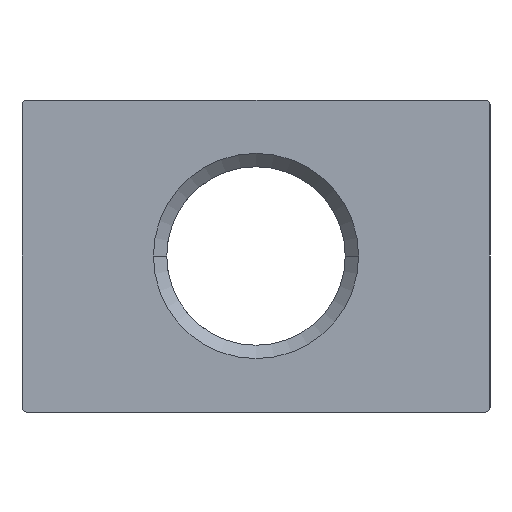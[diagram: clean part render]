
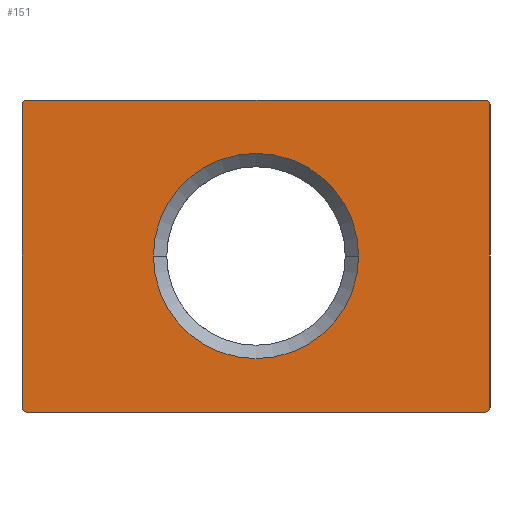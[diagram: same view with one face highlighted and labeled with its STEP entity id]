
A CAD part, left-side view. The second image highlights one B-rep face of the part: STEP entity #151.
In plain terms, the highlighted planar face has unit normal (-1, 0, 0).
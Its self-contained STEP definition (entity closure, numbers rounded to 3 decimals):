
#151=ADVANCED_FACE('',(#306,#307),#308,.T.);
#306=FACE_OUTER_BOUND('',#455,.T.);
#307=FACE_BOUND('',#456,.T.);
#308=PLANE('',#457);
#455=EDGE_LOOP('',(#850,#851,#852,#853,#854,#855,#856,#857));
#456=EDGE_LOOP('',(#858,#859));
#457=AXIS2_PLACEMENT_3D('',#860,#861,#862);
#850=ORIENTED_EDGE('',*,*,#998,.T.);
#851=ORIENTED_EDGE('',*,*,#952,.F.);
#852=ORIENTED_EDGE('',*,*,#966,.T.);
#853=ORIENTED_EDGE('',*,*,#1022,.T.);
#854=ORIENTED_EDGE('',*,*,#1033,.T.);
#855=ORIENTED_EDGE('',*,*,#1037,.T.);
#856=ORIENTED_EDGE('',*,*,#1040,.T.);
#857=ORIENTED_EDGE('',*,*,#1049,.F.);
#858=ORIENTED_EDGE('',*,*,#1004,.T.);
#859=ORIENTED_EDGE('',*,*,#1019,.T.);
#860=CARTESIAN_POINT('',(-60.5,30.0,-10.0));
#861=DIRECTION('',(-1.0,0.0,0.0));
#862=DIRECTION('',(0.0,0.0,1.0));
#952=EDGE_CURVE('',#1162,#1160,#1164,.T.);
#966=EDGE_CURVE('',#1162,#1184,#1186,.T.);
#998=EDGE_CURVE('',#1230,#1160,#1231,.T.);
#1004=EDGE_CURVE('',#1234,#1237,#1239,.T.);
#1019=EDGE_CURVE('',#1237,#1234,#1254,.T.);
#1022=EDGE_CURVE('',#1184,#1256,#1258,.T.);
#1033=EDGE_CURVE('',#1256,#1273,#1274,.T.);
#1037=EDGE_CURVE('',#1273,#1277,#1279,.T.);
#1040=EDGE_CURVE('',#1277,#1281,#1283,.T.);
#1049=EDGE_CURVE('',#1230,#1281,#1292,.T.);
#1160=VERTEX_POINT('',#1467);
#1162=VERTEX_POINT('',#1470);
#1164=LINE('',#1473,#1474);
#1184=VERTEX_POINT('',#1496);
#1186=CIRCLE('',#1499,0.3);
#1230=VERTEX_POINT('',#1639);
#1231=CIRCLE('',#1640,0.3);
#1234=VERTEX_POINT('',#1644);
#1237=VERTEX_POINT('',#1648);
#1239=CIRCLE('',#1651,6.579);
#1254=CIRCLE('',#1714,6.579);
#1256=VERTEX_POINT('',#1716);
#1258=LINE('',#1719,#1720);
#1273=VERTEX_POINT('',#1737);
#1274=CIRCLE('',#1738,0.3);
#1277=VERTEX_POINT('',#1742);
#1279=LINE('',#1745,#1746);
#1281=VERTEX_POINT('',#1748);
#1283=CIRCLE('',#1751,0.3);
#1292=LINE('',#1760,#1761);
#1467=CARTESIAN_POINT('',(-60.5,30.0,9.7));
#1470=CARTESIAN_POINT('',(-60.5,30.0,-9.7));
#1473=CARTESIAN_POINT('',(-60.5,30.0,-9.7));
#1474=VECTOR('',#1871,19.4);
#1496=CARTESIAN_POINT('',(-60.5,29.7,-10.0));
#1499=AXIS2_PLACEMENT_3D('',#1899,#1900,#1901);
#1639=CARTESIAN_POINT('',(-60.5,29.7,10.0));
#1640=AXIS2_PLACEMENT_3D('',#1935,#1936,#1937);
#1644=CARTESIAN_POINT('',(-60.5,8.422,0.0));
#1648=CARTESIAN_POINT('',(-60.5,21.579,0.));
#1651=AXIS2_PLACEMENT_3D('',#1944,#1945,#1946);
#1714=AXIS2_PLACEMENT_3D('',#1954,#1955,#1956);
#1716=CARTESIAN_POINT('',(-60.5,0.3,-10.0));
#1719=CARTESIAN_POINT('',(-60.5,29.7,-10.0));
#1720=VECTOR('',#1958,29.4);
#1737=CARTESIAN_POINT('',(-60.5,0.0,-9.7));
#1738=AXIS2_PLACEMENT_3D('',#1979,#1980,#1981);
#1742=CARTESIAN_POINT('',(-60.5,0.0,9.7));
#1745=CARTESIAN_POINT('',(-60.5,0.0,-9.7));
#1746=VECTOR('',#1984,19.4);
#1748=CARTESIAN_POINT('',(-60.5,0.3,10.0));
#1751=AXIS2_PLACEMENT_3D('',#1986,#1987,#1988);
#1760=CARTESIAN_POINT('',(-60.5,29.7,10.0));
#1761=VECTOR('',#1998,29.4);
#1871=DIRECTION('',(0.0,0.0,1.0));
#1899=CARTESIAN_POINT('',(-60.5,29.7,-9.7));
#1900=DIRECTION('',(-1.0,0.0,0.0));
#1901=DIRECTION('',(0.0,1.0,0.0));
#1935=CARTESIAN_POINT('',(-60.5,29.7,9.7));
#1936=DIRECTION('',(-1.0,0.0,0.0));
#1937=DIRECTION('',(0.0,0.0,1.0));
#1944=CARTESIAN_POINT('',(-60.5,15.0,0.0));
#1945=DIRECTION('',(1.0,0.0,0.0));
#1946=DIRECTION('',(0.0,1.0,0.0));
#1954=CARTESIAN_POINT('',(-60.5,15.0,0.0));
#1955=DIRECTION('',(1.0,0.0,0.0));
#1956=DIRECTION('',(0.0,1.0,0.0));
#1958=DIRECTION('',(0.0,-1.0,0.0));
#1979=CARTESIAN_POINT('',(-60.5,0.3,-9.7));
#1980=DIRECTION('',(-1.0,0.0,0.0));
#1981=DIRECTION('',(0.0,0.0,-1.0));
#1984=DIRECTION('',(0.0,0.0,1.0));
#1986=CARTESIAN_POINT('',(-60.5,0.3,9.7));
#1987=DIRECTION('',(-1.0,0.0,0.0));
#1988=DIRECTION('',(0.0,-1.0,0.0));
#1998=DIRECTION('',(0.0,-1.0,0.0));
